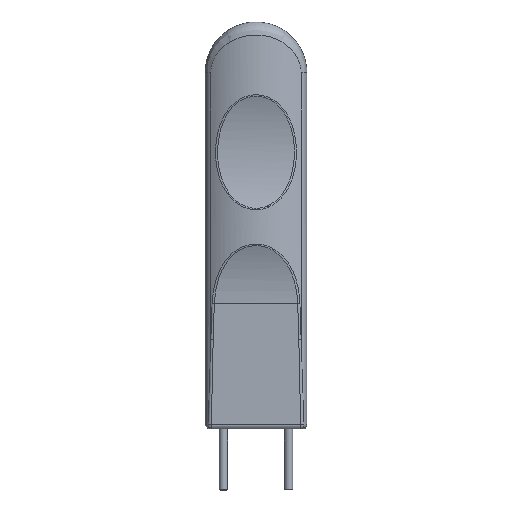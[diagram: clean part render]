
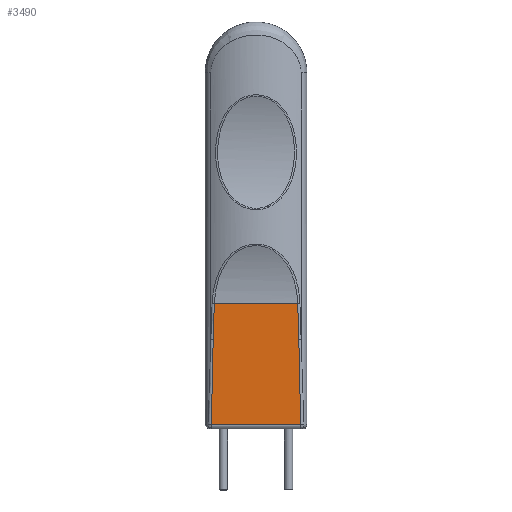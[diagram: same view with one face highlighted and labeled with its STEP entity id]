
A CAD part, front view. The second image highlights one B-rep face of the part: STEP entity #3490.
In plain terms, the highlighted planar face has unit normal (0, -1, -0.02).
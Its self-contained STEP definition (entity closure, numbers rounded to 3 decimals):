
#71 = DIRECTION ( 'NONE',  ( 1., 0., 0. ) ) ;
#704 = CARTESIAN_POINT ( 'NONE',  ( -10.248, -3.008, -69.211 ) ) ;
#710 = CARTESIAN_POINT ( 'NONE',  ( -10.518, -2.832, -78.117 ) ) ;
#729 = CARTESIAN_POINT ( 'NONE',  ( -10.428, -2.892, -75.096 ) ) ;
#756 = ORIENTED_EDGE ( 'NONE', *, *, #2216, .F. ) ;
#771 = VERTEX_POINT ( 'NONE', #961 ) ;
#792 = CARTESIAN_POINT ( 'NONE',  ( -10.338, -2.95, -72.127 ) ) ;
#798 = ORIENTED_EDGE ( 'NONE', *, *, #4032, .F. ) ;
#805 = EDGE_LOOP ( 'NONE', ( #756, #2916, #3882, #3392, #798, #3691 ) ) ;
#961 = CARTESIAN_POINT ( 'NONE',  ( 10.981, -2.419, -99.02 ) ) ;
#1092 = CARTESIAN_POINT ( 'NONE',  ( 15.7, -3.008, -69.211 ) ) ;
#1341 = DIRECTION ( 'NONE',  ( 0., -0.02, 1. ) ) ;
#1347 = DIRECTION ( 'NONE',  ( 0., 1., 0.02 ) ) ;
#1355 = PLANE ( 'NONE',  #3980 ) ;
#1379 = EDGE_CURVE ( 'NONE', #3645, #3823, #2257, .T. ) ;
#1381 = CARTESIAN_POINT ( 'NONE',  ( 15.7, -2.4, -100. ) ) ;
#1407 = EDGE_CURVE ( 'NONE', #2126, #3645, #2401, .T. ) ;
#1505 = EDGE_CURVE ( 'NONE', #771, #3896, #2663, .T. ) ;
#1555 = B_SPLINE_CURVE_WITH_KNOTS ( 'NONE', 3,
 ( #2569, #2521, #2491, #2489, #2486, #2480 ),
 .UNSPECIFIED., .F., .F.,
 ( 4, 2, 4 ),
 ( 0., 0.5, 1. ),
 .UNSPECIFIED. ) ;
#1601 = VERTEX_POINT ( 'NONE', #3161 ) ;
#1962 = B_SPLINE_CURVE_WITH_KNOTS ( 'NONE', 3,
 ( #2765, #2761, #2742, #2740, #2734, #2732 ),
 .UNSPECIFIED., .F., .F.,
 ( 4, 2, 4 ),
 ( 0., 0.5, 1. ),
 .UNSPECIFIED. ) ;
#2010 = B_SPLINE_CURVE_WITH_KNOTS ( 'NONE', 3,
 ( #2479, #2471, #2466, #2463 ),
 .UNSPECIFIED., .F., .F.,
 ( 4, 4 ),
 ( 0., 1. ),
 .UNSPECIFIED. ) ;
#2126 = VERTEX_POINT ( 'NONE', #2585 ) ;
#2216 = EDGE_CURVE ( 'NONE', #1601, #771, #1555, .T. ) ;
#2244 = EDGE_CURVE ( 'NONE', #3823, #1601, #2010, .T. ) ;
#2257 = LINE ( 'NONE', #1092, #3513 ) ;
#2401 = B_SPLINE_CURVE_WITH_KNOTS ( 'NONE', 3,
 ( #710, #729, #792, #704 ),
 .UNSPECIFIED., .F., .F.,
 ( 4, 4 ),
 ( 0., 1. ),
 .UNSPECIFIED. ) ;
#2463 = CARTESIAN_POINT ( 'NONE',  ( 10.518, -2.832, -78.117 ) ) ;
#2466 = CARTESIAN_POINT ( 'NONE',  ( 10.428, -2.892, -75.096 ) ) ;
#2471 = CARTESIAN_POINT ( 'NONE',  ( 10.338, -2.95, -72.127 ) ) ;
#2479 = CARTESIAN_POINT ( 'NONE',  ( 10.248, -3.008, -69.211 ) ) ;
#2480 = CARTESIAN_POINT ( 'NONE',  ( 10.981, -2.419, -99.02 ) ) ;
#2486 = CARTESIAN_POINT ( 'NONE',  ( 10.91, -2.504, -94.757 ) ) ;
#2489 = CARTESIAN_POINT ( 'NONE',  ( 10.834, -2.58, -90.886 ) ) ;
#2491 = CARTESIAN_POINT ( 'NONE',  ( 10.679, -2.717, -83.926 ) ) ;
#2521 = CARTESIAN_POINT ( 'NONE',  ( 10.599, -2.778, -80.837 ) ) ;
#2569 = CARTESIAN_POINT ( 'NONE',  ( 10.518, -2.832, -78.117 ) ) ;
#2585 = CARTESIAN_POINT ( 'NONE',  ( -10.518, -2.832, -78.117 ) ) ;
#2663 = LINE ( 'NONE', #3965, #2726 ) ;
#2726 = VECTOR ( 'NONE', #3952, 1000. ) ;
#2732 = CARTESIAN_POINT ( 'NONE',  ( -10.518, -2.832, -78.117 ) ) ;
#2734 = CARTESIAN_POINT ( 'NONE',  ( -10.599, -2.778, -80.837 ) ) ;
#2740 = CARTESIAN_POINT ( 'NONE',  ( -10.679, -2.717, -83.926 ) ) ;
#2742 = CARTESIAN_POINT ( 'NONE',  ( -10.834, -2.58, -90.886 ) ) ;
#2761 = CARTESIAN_POINT ( 'NONE',  ( -10.91, -2.504, -94.757 ) ) ;
#2765 = CARTESIAN_POINT ( 'NONE',  ( -10.981, -2.419, -99.02 ) ) ;
#2916 = ORIENTED_EDGE ( 'NONE', *, *, #2244, .F. ) ;
#2951 = CARTESIAN_POINT ( 'NONE',  ( -10.981, -2.419, -99.02 ) ) ;
#2986 = CARTESIAN_POINT ( 'NONE',  ( 10.248, -3.008, -69.211 ) ) ;
#3035 = CARTESIAN_POINT ( 'NONE',  ( -10.248, -3.008, -69.211 ) ) ;
#3109 = FACE_OUTER_BOUND ( 'NONE', #805, .T. ) ;
#3161 = CARTESIAN_POINT ( 'NONE',  ( 10.518, -2.832, -78.117 ) ) ;
#3392 = ORIENTED_EDGE ( 'NONE', *, *, #1407, .F. ) ;
#3490 = ADVANCED_FACE ( 'NONE', ( #3109 ), #1355, .F. ) ;
#3513 = VECTOR ( 'NONE', #71, 1000. ) ;
#3645 = VERTEX_POINT ( 'NONE', #3035 ) ;
#3691 = ORIENTED_EDGE ( 'NONE', *, *, #1505, .F. ) ;
#3823 = VERTEX_POINT ( 'NONE', #2986 ) ;
#3882 = ORIENTED_EDGE ( 'NONE', *, *, #1379, .F. ) ;
#3896 = VERTEX_POINT ( 'NONE', #2951 ) ;
#3952 = DIRECTION ( 'NONE',  ( -1., 0., 0. ) ) ;
#3965 = CARTESIAN_POINT ( 'NONE',  ( 15.7, -2.419, -99.02 ) ) ;
#3980 = AXIS2_PLACEMENT_3D ( 'NONE', #1381, #1347, #1341 ) ;
#4032 = EDGE_CURVE ( 'NONE', #3896, #2126, #1962, .T. ) ;
